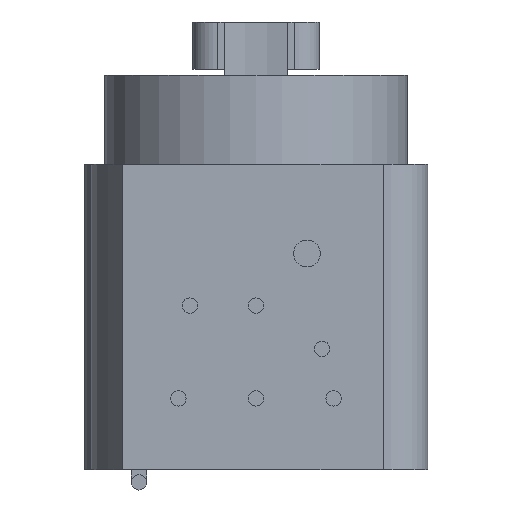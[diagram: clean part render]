
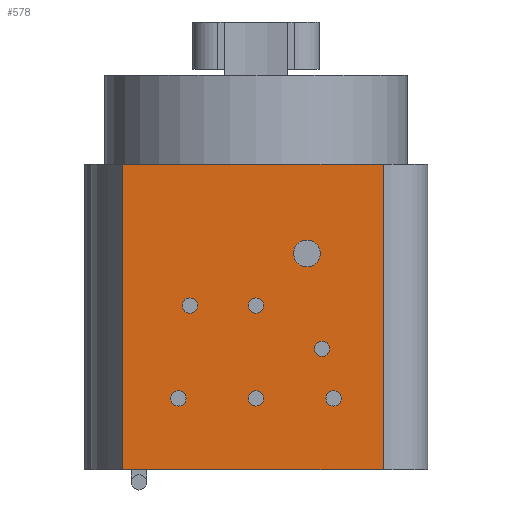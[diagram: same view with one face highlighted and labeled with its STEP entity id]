
A CAD part, front view. The second image highlights one B-rep face of the part: STEP entity #578.
In plain terms, the highlighted planar face has unit normal (0, -1, 0).
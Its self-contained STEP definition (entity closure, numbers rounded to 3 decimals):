
#36 = CARTESIAN_POINT ( 'NONE',  ( -10.5, -15., -24. ) ) ;
#63 = PLANE ( 'NONE',  #1206 ) ;
#64 = DIRECTION ( 'NONE',  ( 1., 0., 0. ) ) ;
#69 = EDGE_CURVE ( 'NONE', #2427, #1052, #1802, .T. ) ;
#153 = CARTESIAN_POINT ( 'NONE',  ( -8.6, -15., -24. ) ) ;
#190 = AXIS2_PLACEMENT_3D ( 'NONE', #1088, #1307, #64 ) ;
#250 = CARTESIAN_POINT ( 'NONE',  ( -10.5, -15., 0. ) ) ;
#275 = DIRECTION ( 'NONE',  ( 0., 0., -1. ) ) ;
#300 = VECTOR ( 'NONE', #2647, 1000. ) ;
#303 = DIRECTION ( 'NONE',  ( 1., 0., 0. ) ) ;
#326 = ORIENTED_EDGE ( 'NONE', *, *, #1147, .T. ) ;
#423 = EDGE_LOOP ( 'NONE', ( #326, #501, #1051, #2158 ) ) ;
#466 = CARTESIAN_POINT ( 'NONE',  ( -10.5, -15., -24. ) ) ;
#501 = ORIENTED_EDGE ( 'NONE', *, *, #69, .T. ) ;
#560 = CARTESIAN_POINT ( 'NONE',  ( 5.05, -15., -7. ) ) ;
#575 = CARTESIAN_POINT ( 'NONE',  ( 10., -15., 0. ) ) ;
#578 = ADVANCED_FACE ( 'NONE', ( #2090, #1914 ), #63, .T. ) ;
#590 = EDGE_CURVE ( 'NONE', #2100, #2207, #1029, .T. ) ;
#640 = VECTOR ( 'NONE', #1377, 1000. ) ;
#710 = VECTOR ( 'NONE', #303, 1000. ) ;
#748 = CARTESIAN_POINT ( 'NONE',  ( -10.5, -15., 0. ) ) ;
#825 = EDGE_CURVE ( 'NONE', #1551, #1052, #935, .T. ) ;
#863 = DIRECTION ( 'NONE',  ( 0., 0., -1. ) ) ;
#889 = DIRECTION ( 'NONE',  ( -1., 0., 0. ) ) ;
#915 = CARTESIAN_POINT ( 'NONE',  ( 2.95, -15., -7. ) ) ;
#935 = LINE ( 'NONE', #1363, #640 ) ;
#1029 = CIRCLE ( 'NONE', #1770, 1.05 ) ;
#1036 = LINE ( 'NONE', #250, #1492 ) ;
#1051 = ORIENTED_EDGE ( 'NONE', *, *, #825, .F. ) ;
#1052 = VERTEX_POINT ( 'NONE', #2044 ) ;
#1088 = CARTESIAN_POINT ( 'NONE',  ( 4., -15., -7. ) ) ;
#1147 = EDGE_CURVE ( 'NONE', #2095, #2427, #1036, .T. ) ;
#1175 = EDGE_CURVE ( 'NONE', #2207, #2100, #1319, .T. ) ;
#1206 = AXIS2_PLACEMENT_3D ( 'NONE', #36, #1661, #863 ) ;
#1307 = DIRECTION ( 'NONE',  ( 0., -1., 0. ) ) ;
#1319 = CIRCLE ( 'NONE', #190, 1.05 ) ;
#1346 = ORIENTED_EDGE ( 'NONE', *, *, #590, .F. ) ;
#1363 = CARTESIAN_POINT ( 'NONE',  ( 10., -15., 0. ) ) ;
#1377 = DIRECTION ( 'NONE',  ( 0., 0., -1. ) ) ;
#1492 = VECTOR ( 'NONE', #275, 1000. ) ;
#1526 = EDGE_LOOP ( 'NONE', ( #1533, #1346 ) ) ;
#1533 = ORIENTED_EDGE ( 'NONE', *, *, #1175, .F. ) ;
#1551 = VERTEX_POINT ( 'NONE', #575 ) ;
#1661 = DIRECTION ( 'NONE',  ( 0., -1., 0. ) ) ;
#1746 = CARTESIAN_POINT ( 'NONE',  ( -10.5, -15., 0. ) ) ;
#1770 = AXIS2_PLACEMENT_3D ( 'NONE', #2296, #2102, #889 ) ;
#1802 = LINE ( 'NONE', #153, #300 ) ;
#1899 = LINE ( 'NONE', #1746, #710 ) ;
#1914 = FACE_OUTER_BOUND ( 'NONE', #423, .T. ) ;
#2044 = CARTESIAN_POINT ( 'NONE',  ( 10., -15., -24. ) ) ;
#2090 = FACE_BOUND ( 'NONE', #1526, .T. ) ;
#2095 = VERTEX_POINT ( 'NONE', #748 ) ;
#2100 = VERTEX_POINT ( 'NONE', #915 ) ;
#2102 = DIRECTION ( 'NONE',  ( 0., -1., 0. ) ) ;
#2158 = ORIENTED_EDGE ( 'NONE', *, *, #2564, .F. ) ;
#2207 = VERTEX_POINT ( 'NONE', #560 ) ;
#2296 = CARTESIAN_POINT ( 'NONE',  ( 4., -15., -7. ) ) ;
#2427 = VERTEX_POINT ( 'NONE', #466 ) ;
#2564 = EDGE_CURVE ( 'NONE', #2095, #1551, #1899, .T. ) ;
#2647 = DIRECTION ( 'NONE',  ( 1., 0., 0. ) ) ;
